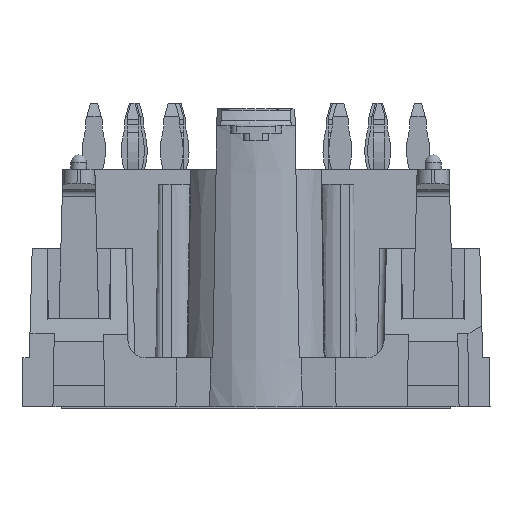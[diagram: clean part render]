
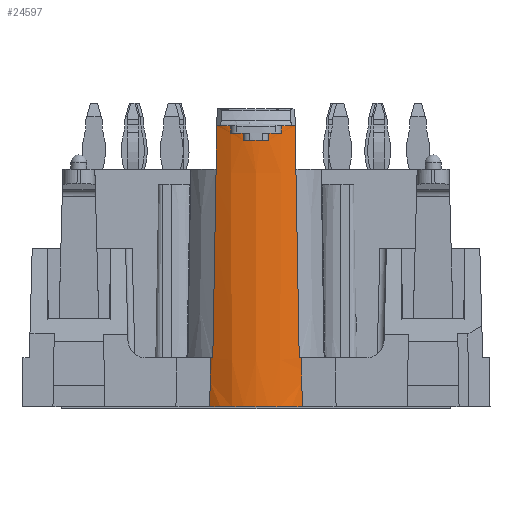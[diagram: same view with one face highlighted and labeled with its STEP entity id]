
A CAD part, left-side view. The second image highlights one B-rep face of the part: STEP entity #24597.
In plain terms, the highlighted conical face has half-angle 0.356 degrees and reference radius 5.5 mm.
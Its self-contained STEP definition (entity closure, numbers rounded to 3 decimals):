
#346=B_SPLINE_CURVE_WITH_KNOTS('',3,(#32968,#32969,#32970,#32971),
 .UNSPECIFIED.,.F.,.F.,(4,4),(0.002,0.002),
 .UNSPECIFIED.);
#347=B_SPLINE_CURVE_WITH_KNOTS('',3,(#32979,#32980,#32981,#32982),
 .UNSPECIFIED.,.F.,.F.,(4,4),(0.002,0.002),
 .UNSPECIFIED.);
#348=B_SPLINE_CURVE_WITH_KNOTS('',3,(#32990,#32991,#32992,#32993),
 .UNSPECIFIED.,.F.,.F.,(4,4),(0.002,0.002),
 .UNSPECIFIED.);
#349=B_SPLINE_CURVE_WITH_KNOTS('',3,(#33001,#33002,#33003,#33004),
 .UNSPECIFIED.,.F.,.F.,(4,4),(0.002,0.002),
 .UNSPECIFIED.);
#381=CONICAL_SURFACE('',#25748,5.5,0.006);
#452=CIRCLE('',#25586,5.6);
#453=CIRCLE('',#25589,5.597);
#454=CIRCLE('',#25592,5.594);
#455=CIRCLE('',#25595,5.597);
#456=CIRCLE('',#25598,5.6);
#488=CIRCLE('',#25710,5.5);
#490=CIRCLE('',#25713,5.5);
#499=CIRCLE('',#25749,5.479);
#941=ELLIPSE('',#25584,430.867,7.027);
#942=ELLIPSE('',#25600,430.867,7.027);
#990=ELLIPSE('',#25747,255.779,4.172);
#991=ELLIPSE('',#25750,255.779,4.172);
#1691=ORIENTED_EDGE('',*,*,#6871,.F.);
#1692=ORIENTED_EDGE('',*,*,#6872,.F.);
#1693=ORIENTED_EDGE('',*,*,#6832,.T.);
#1694=ORIENTED_EDGE('',*,*,#6699,.F.);
#1695=ORIENTED_EDGE('',*,*,#6697,.T.);
#1696=ORIENTED_EDGE('',*,*,#6695,.T.);
#1697=ORIENTED_EDGE('',*,*,#6693,.T.);
#1698=ORIENTED_EDGE('',*,*,#6691,.T.);
#1699=ORIENTED_EDGE('',*,*,#6689,.T.);
#1700=ORIENTED_EDGE('',*,*,#6687,.T.);
#1701=ORIENTED_EDGE('',*,*,#6685,.T.);
#1702=ORIENTED_EDGE('',*,*,#6683,.T.);
#1703=ORIENTED_EDGE('',*,*,#6681,.T.);
#1704=ORIENTED_EDGE('',*,*,#6679,.F.);
#1705=ORIENTED_EDGE('',*,*,#6830,.T.);
#1706=ORIENTED_EDGE('',*,*,#6869,.T.);
#6679=EDGE_CURVE('',#9346,#9347,#941,.F.);
#6681=EDGE_CURVE('',#9348,#9347,#452,.T.);
#6683=EDGE_CURVE('',#9349,#9348,#346,.T.);
#6685=EDGE_CURVE('',#9350,#9349,#453,.T.);
#6687=EDGE_CURVE('',#9351,#9350,#347,.T.);
#6689=EDGE_CURVE('',#9352,#9351,#454,.T.);
#6691=EDGE_CURVE('',#9353,#9352,#348,.T.);
#6693=EDGE_CURVE('',#9354,#9353,#455,.T.);
#6695=EDGE_CURVE('',#9355,#9354,#349,.T.);
#6697=EDGE_CURVE('',#9356,#9355,#456,.T.);
#6699=EDGE_CURVE('',#9356,#9357,#942,.F.);
#6830=EDGE_CURVE('',#9346,#9441,#488,.T.);
#6832=EDGE_CURVE('',#9442,#9357,#490,.T.);
#6869=EDGE_CURVE('',#9441,#9469,#990,.F.);
#6871=EDGE_CURVE('',#9470,#9469,#499,.F.);
#6872=EDGE_CURVE('',#9442,#9470,#991,.T.);
#9346=VERTEX_POINT('',#32959);
#9347=VERTEX_POINT('',#32961);
#9348=VERTEX_POINT('',#32965);
#9349=VERTEX_POINT('',#32972);
#9350=VERTEX_POINT('',#32976);
#9351=VERTEX_POINT('',#32983);
#9352=VERTEX_POINT('',#32987);
#9353=VERTEX_POINT('',#32994);
#9354=VERTEX_POINT('',#32998);
#9355=VERTEX_POINT('',#33005);
#9356=VERTEX_POINT('',#33009);
#9357=VERTEX_POINT('',#33013);
#9441=VERTEX_POINT('',#33296);
#9442=VERTEX_POINT('',#33300);
#9469=VERTEX_POINT('',#33375);
#9470=VERTEX_POINT('',#33380);
#15029=EDGE_LOOP('',(#1691,#1692,#1693,#1694,#1695,#1696,#1697,#1698,#1699,
#1700,#1701,#1702,#1703,#1704,#1705,#1706));
#16079=FACE_BOUND('',#15029,.T.);
#24597=ADVANCED_FACE('',(#16079),#381,.T.);
#25584=AXIS2_PLACEMENT_3D('',#32960,#27459,#27460);
#25586=AXIS2_PLACEMENT_3D('',#32964,#27464,#27465);
#25589=AXIS2_PLACEMENT_3D('',#32975,#27472,#27473);
#25592=AXIS2_PLACEMENT_3D('',#32986,#27480,#27481);
#25595=AXIS2_PLACEMENT_3D('',#32997,#27488,#27489);
#25598=AXIS2_PLACEMENT_3D('',#33008,#27496,#27497);
#25600=AXIS2_PLACEMENT_3D('',#33012,#27501,#27502);
#25710=AXIS2_PLACEMENT_3D('',#33297,#27779,#27780);
#25713=AXIS2_PLACEMENT_3D('',#33301,#27785,#27786);
#25747=AXIS2_PLACEMENT_3D('',#33376,#27867,#27868);
#25748=AXIS2_PLACEMENT_3D('',#33378,#27870,#27871);
#25749=AXIS2_PLACEMENT_3D('',#33379,#27872,#27873);
#25750=AXIS2_PLACEMENT_3D('',#33381,#27874,#27875);
#27459=DIRECTION('',(0.,-1.,-0.017));
#27460=DIRECTION('',(0.,-0.017,1.));
#27464=DIRECTION('',(0.,0.,-1.));
#27465=DIRECTION('',(-1.,0.,0.));
#27472=DIRECTION('',(0.,0.,-1.));
#27473=DIRECTION('',(-1.,0.,0.));
#27480=DIRECTION('',(0.,0.,-1.));
#27481=DIRECTION('',(-1.,0.,0.));
#27488=DIRECTION('',(0.,0.,-1.));
#27489=DIRECTION('',(-1.,0.,0.));
#27496=DIRECTION('',(0.,0.,-1.));
#27497=DIRECTION('',(-1.,0.,0.));
#27501=DIRECTION('',(0.,1.,-0.017));
#27502=DIRECTION('',(0.,0.017,1.));
#27779=DIRECTION('',(0.,0.,-1.));
#27780=DIRECTION('',(-1.,0.,0.));
#27785=DIRECTION('',(0.,0.,-1.));
#27786=DIRECTION('',(-1.,0.,0.));
#27867=DIRECTION('',(1.,0.,0.017));
#27868=DIRECTION('',(-0.017,0.,1.));
#27870=DIRECTION('',(0.,0.,1.));
#27871=DIRECTION('',(-1.,0.,0.));
#27872=DIRECTION('',(0.,0.,1.));
#27873=DIRECTION('',(1.,0.,0.));
#27874=DIRECTION('',(1.,0.,0.017));
#27875=DIRECTION('',(-0.017,0.,1.));
#32959=CARTESIAN_POINT('',(-32.11,3.,3.4));
#32960=CARTESIAN_POINT('',(-27.5,-2.676,328.565));
#32961=CARTESIAN_POINT('',(-32.396,2.719,19.5));
#32964=CARTESIAN_POINT('',(-27.5,0.,19.5));
#32965=CARTESIAN_POINT('',(-32.82,1.75,19.5));
#32968=CARTESIAN_POINT('',(-32.816,1.75,19.));
#32969=CARTESIAN_POINT('',(-32.817,1.75,19.167));
#32970=CARTESIAN_POINT('',(-32.818,1.75,19.333));
#32971=CARTESIAN_POINT('',(-32.82,1.75,19.5));
#32972=CARTESIAN_POINT('',(-32.816,1.75,19.));
#32975=CARTESIAN_POINT('',(-27.5,0.,19.));
#32976=CARTESIAN_POINT('',(-33.024,0.9,19.));
#32979=CARTESIAN_POINT('',(-33.021,0.9,18.5));
#32980=CARTESIAN_POINT('',(-33.022,0.9,18.667));
#32981=CARTESIAN_POINT('',(-33.023,0.9,18.833));
#32982=CARTESIAN_POINT('',(-33.024,0.9,19.));
#32983=CARTESIAN_POINT('',(-33.021,0.9,18.5));
#32986=CARTESIAN_POINT('',(-27.5,0.,18.5));
#32987=CARTESIAN_POINT('',(-33.021,-0.9,18.5));
#32990=CARTESIAN_POINT('',(-33.024,-0.9,19.));
#32991=CARTESIAN_POINT('',(-33.023,-0.9,18.833));
#32992=CARTESIAN_POINT('',(-33.022,-0.9,18.667));
#32993=CARTESIAN_POINT('',(-33.021,-0.9,18.5));
#32994=CARTESIAN_POINT('',(-33.024,-0.9,19.));
#32997=CARTESIAN_POINT('',(-27.5,0.,19.));
#32998=CARTESIAN_POINT('',(-32.816,-1.75,19.));
#33001=CARTESIAN_POINT('',(-32.82,-1.75,19.5));
#33002=CARTESIAN_POINT('',(-32.818,-1.75,19.333));
#33003=CARTESIAN_POINT('',(-32.817,-1.75,19.167));
#33004=CARTESIAN_POINT('',(-32.816,-1.75,19.));
#33005=CARTESIAN_POINT('',(-32.82,-1.75,19.5));
#33008=CARTESIAN_POINT('',(-27.5,0.,19.5));
#33009=CARTESIAN_POINT('',(-32.396,-2.719,19.5));
#33012=CARTESIAN_POINT('',(-27.5,2.676,328.565));
#33013=CARTESIAN_POINT('',(-32.11,-3.,3.4));
#33296=CARTESIAN_POINT('',(-32.,3.162,3.4));
#33297=CARTESIAN_POINT('',(-27.5,0.,3.4));
#33300=CARTESIAN_POINT('',(-32.,-3.162,3.4));
#33301=CARTESIAN_POINT('',(-27.5,0.,3.4));
#33375=CARTESIAN_POINT('',(-31.941,3.209,0.));
#33376=CARTESIAN_POINT('',(-29.088,0.,-163.403));
#33378=CARTESIAN_POINT('',(-27.5,0.,3.4));
#33379=CARTESIAN_POINT('',(-27.5,0.,0.));
#33380=CARTESIAN_POINT('',(-31.941,-3.209,0.));
#33381=CARTESIAN_POINT('',(-29.088,0.,-163.403));
